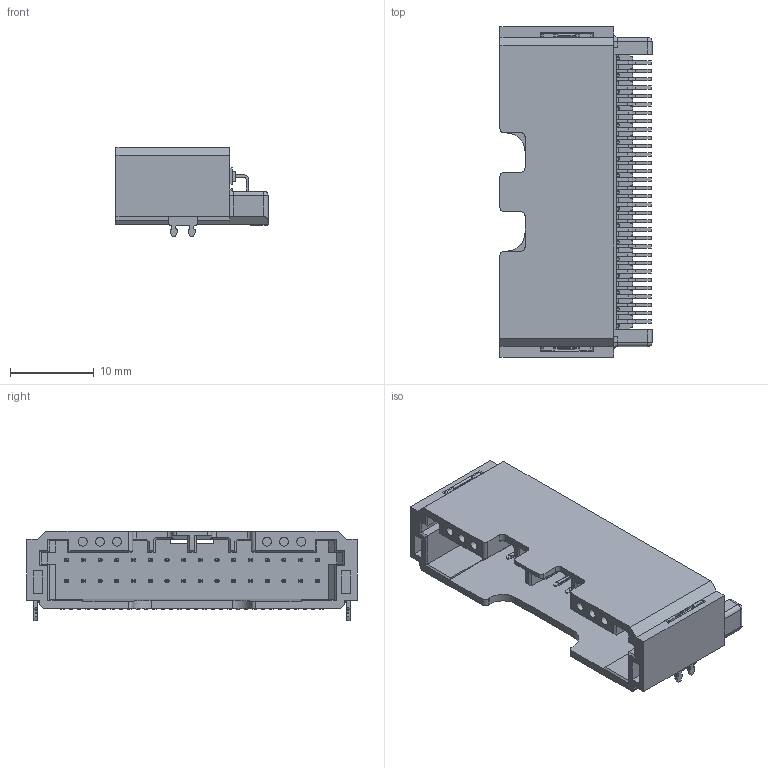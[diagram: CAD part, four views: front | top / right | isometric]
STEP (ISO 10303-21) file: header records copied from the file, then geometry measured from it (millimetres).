
FILE_DESCRIPTION( ('This file contains a STEP AP42 implementation' ,'as created by ZW3D STEP Interface translator.') ,'2;1' );
FILE_NAME( '72025-2MZ032FBSNBR1.step' ,'23 530. 85852', (''), ('ZWCAD Software Co.'), 'Version 1.0', 'ZW3D to STEP translator', '' );
FILE_SCHEMA(('CONFIG_CONTROL_DESIGN'));
Length unit declared in the file: millimetre
Products named in the file (1): 0
Bounding box: 18.2 x 39.6 x 10.75 mm (x, y, z)
Volume: 2385.6 mm3; surface area: 4915 mm2
Topology: 1 solids, 1 shells, 2628 faces, 8056 edges, 5296 vertices
Faces by surface type: plane 1876, cylinder 734, bspline 12, cone 4, sphere 2
Full cylindrical faces by diameter (mm): 1.05 x6
Entity records: 91429 total; most frequent: CARTESIAN_POINT 19282, ORIENTED_EDGE 16112, DIRECTION 13764, EDGE_CURVE 8056, VECTOR 6486, LINE 6486, VERTEX_POINT 5296, AXIS2_PLACEMENT_3D 3639
